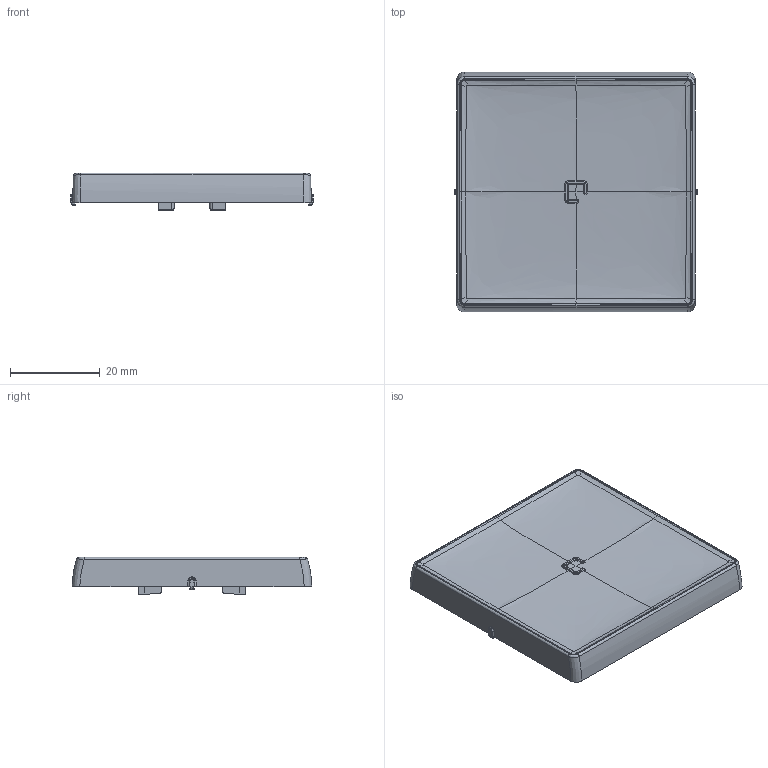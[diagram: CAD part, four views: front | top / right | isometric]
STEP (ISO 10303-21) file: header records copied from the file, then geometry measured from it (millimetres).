
FILE_DESCRIPTION(('CATIA V5 STEP Exchange','CAx-IF Rec.Pracs.--- Model Styling and Organization---1.4--- 2014-01-23'),'2;1');
FILE_NAME('755101_AllCATPart.stp','2020-02-24T14:56:31+00:00',('none'),('none'),'CATIA Version 5-6 Release 2017 SP3','CATIA V5 STEP AP214','none');
FILE_SCHEMA(('AUTOMOTIVE_DESIGN { 1 0 10303 214 1 1 1 1 }'));
Products named in the file (1): 755101_AllCATPart
Bounding box: 54.19 x 53.46 x 8.37 mm (x, y, z)
Volume: 5762.1 mm3; surface area: 8497.1 mm2
Topology: 2 solids, 2 shells, 2605 faces, 7530 edges, 4954 vertices
Faces by surface type: plane 2291, cylinder 132, bspline 124, cone 21, extrusion 17, sphere 12, torus 8
Entity records: 93278 total; most frequent: CARTESIAN_POINT 26746, ORIENTED_EDGE 15026, DIRECTION 11454, EDGE_CURVE 7513, VECTOR 6720, LINE 6703, VERTEX_POINT 4954, EDGE_LOOP 2647
